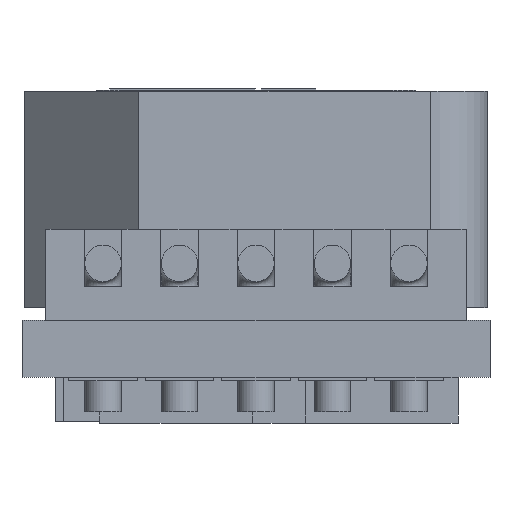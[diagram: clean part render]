
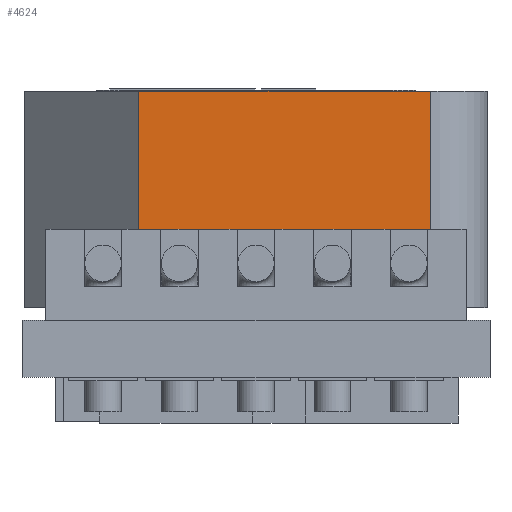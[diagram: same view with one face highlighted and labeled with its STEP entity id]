
A CAD part, front view. The second image highlights one B-rep face of the part: STEP entity #4624.
In plain terms, the highlighted planar face has unit normal (0, -1, 0).
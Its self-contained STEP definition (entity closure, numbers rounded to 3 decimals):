
#4343=EDGE_CURVE('NONE',#4344,#4346,#4348,.T.);
#4344=VERTEX_POINT('NONE',#4345);
#4345=CARTESIAN_POINT('',(2.597,5.597,1.549));
#4346=VERTEX_POINT('NONE',#4347);
#4347=CARTESIAN_POINT('',(2.597,5.597,6.37));
#4348=LINE('',#4349,#4350);
#4349=CARTESIAN_POINT('',(2.597,5.597,-2.043));
#4350=VECTOR('',#4351,1.0);
#4351=DIRECTION('',(0.0,0.0,1.0));
#4375=VERTEX_POINT('NONE',#4376);
#4376=CARTESIAN_POINT('',(6.757,5.597,1.27));
#4393=VERTEX_POINT('NONE',#4394);
#4394=CARTESIAN_POINT('',(6.757,5.597,1.549));
#4400=EDGE_CURVE('NONE',#4393,#4375,#4401,.T.);
#4401=LINE('',#4402,#4403);
#4402=CARTESIAN_POINT('',(6.757,5.597,1.549));
#4403=VECTOR('',#4404,1.0);
#4404=DIRECTION('',(0.0,0.0,-1.0));
#4425=VERTEX_POINT('NONE',#4426);
#4426=CARTESIAN_POINT('',(9.087,5.597,6.37));
#4433=EDGE_CURVE('NONE',#4425,#4434,#4436,.F.);
#4434=VERTEX_POINT('NONE',#4435);
#4435=CARTESIAN_POINT('',(9.087,5.597,1.549));
#4436=LINE('',#4437,#4438);
#4437=CARTESIAN_POINT('',(9.087,5.597,-0.247));
#4438=VECTOR('',#4439,1.0);
#4439=DIRECTION('',(0.0,0.0,1.0));
#4497=EDGE_CURVE('NONE',#4434,#4393,#4498,.T.);
#4498=LINE('',#4499,#4500);
#4499=CARTESIAN_POINT('',(10.357,5.597,1.549));
#4500=VECTOR('',#4501,1.0);
#4501=DIRECTION('',(-1.0,0.0,0.0));
#4513=VERTEX_POINT('NONE',#4514);
#4514=CARTESIAN_POINT('',(3.657,5.597,1.549));
#4520=EDGE_CURVE('NONE',#4513,#4344,#4521,.T.);
#4521=LINE('',#4522,#4523);
#4522=CARTESIAN_POINT('',(0.057,5.597,1.549));
#4523=VECTOR('',#4524,1.0);
#4524=DIRECTION('',(-1.0,0.,0.0));
#4612=EDGE_CURVE('NONE',#4346,#4425,#4613,.T.);
#4613=LINE('',#4614,#4615);
#4614=CARTESIAN_POINT('',(0.057,5.597,6.37));
#4615=VECTOR('',#4616,1.0);
#4616=DIRECTION('',(1.0,0.0,0.0));
#4624=ADVANCED_FACE('NONE',(#4625),#4647,.F.);
#4625=FACE_BOUND('NONE',#4626,.T.);
#4626=EDGE_LOOP('',(#4627,#4628,#4629,#4630,#4638,#4644,#4645,#4646));
#4627=ORIENTED_EDGE('',*,*,#4612,.F.);
#4628=ORIENTED_EDGE('',*,*,#4343,.F.);
#4629=ORIENTED_EDGE('',*,*,#4520,.F.);
#4630=ORIENTED_EDGE('',*,*,#4631,.T.);
#4631=EDGE_CURVE('NONE',#4513,#4632,#4634,.T.);
#4632=VERTEX_POINT('NONE',#4633);
#4633=CARTESIAN_POINT('',(3.657,5.597,1.27));
#4634=LINE('',#4635,#4636);
#4635=CARTESIAN_POINT('',(3.657,5.597,1.549));
#4636=VECTOR('',#4637,1.0);
#4637=DIRECTION('',(0.0,0.0,-1.0));
#4638=ORIENTED_EDGE('',*,*,#4639,.T.);
#4639=EDGE_CURVE('NONE',#4632,#4375,#4640,.T.);
#4640=LINE('',#4641,#4642);
#4641=CARTESIAN_POINT('',(0.057,5.597,1.27));
#4642=VECTOR('',#4643,1.0);
#4643=DIRECTION('',(1.0,0.0,0.0));
#4644=ORIENTED_EDGE('',*,*,#4400,.F.);
#4645=ORIENTED_EDGE('',*,*,#4497,.F.);
#4646=ORIENTED_EDGE('',*,*,#4433,.F.);
#4647=PLANE('',#4648);
#4648=AXIS2_PLACEMENT_3D('',#4649,#4650,#4651);
#4649=CARTESIAN_POINT('',(0.057,5.597,6.37));
#4650=DIRECTION('',(0.0,1.0,0.0));
#4651=DIRECTION('',(0.0,0.0,1.0));
